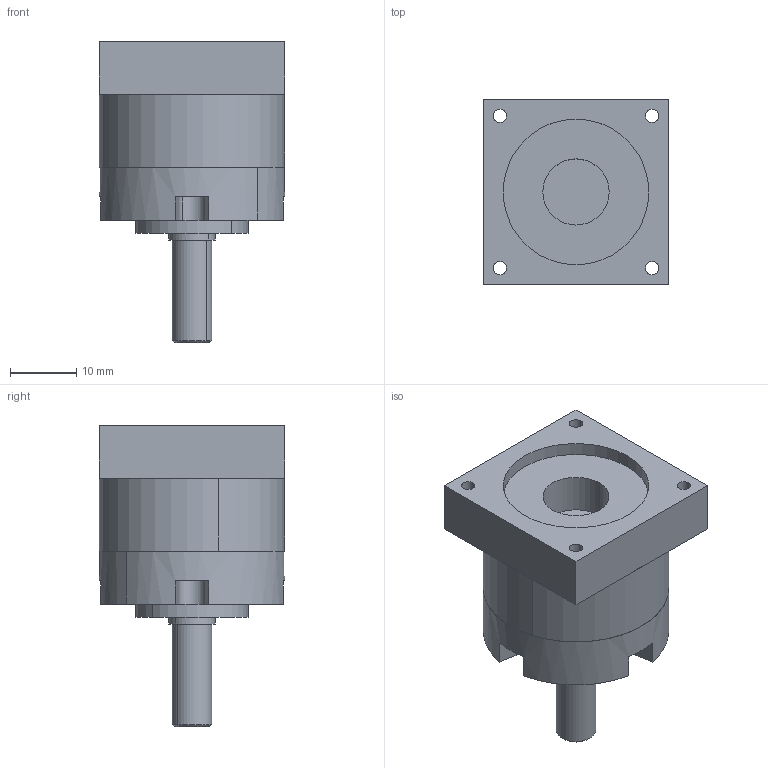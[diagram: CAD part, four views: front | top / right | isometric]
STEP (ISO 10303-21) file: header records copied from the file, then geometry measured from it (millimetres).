
FILE_DESCRIPTION (( 'STEP AP214' ), '1' );
FILE_NAME ('28XGJÒ»¼¶.STEP', '2023-08-22T03:30:26', ( '' ), ( '' ), 'SwSTEP 2.0', 'SolidWorks 2021', '' );
FILE_SCHEMA (( 'AUTOMOTIVE_DESIGN' ));
Length unit declared in the file: millimetre
Products named in the file (4): 28XGJ珨撰儂旯; 28XGJ珨撰; 28XGJ菁釱; 28XGJ傷裔
Assembly tree (3 placements, depth 2):
  28XGJ珨撰
    28XGJ菁釱
    28XGJ珨撰儂旯
    28XGJ傷裔
Bounding box: 28 x 28 x 45.5 mm (x, y, z)
Volume: 16856.3 mm3; surface area: 8016.9 mm2
Topology: 3 solids, 3 shells, 163 faces, 425 edges, 276 vertices
Faces by surface type: cylinder 104, plane 36, bspline 12, cone 11
Entity records: 13481 total; most frequent: CARTESIAN_POINT 9440, ORIENTED_EDGE 850, DIRECTION 702, EDGE_CURVE 425, VERTEX_POINT 276, AXIS2_PLACEMENT_3D 274, EDGE_LOOP 189, FACE_OUTER_BOUND 163
